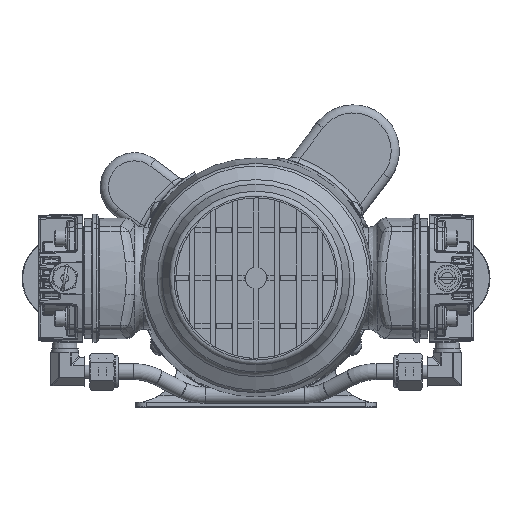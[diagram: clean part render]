
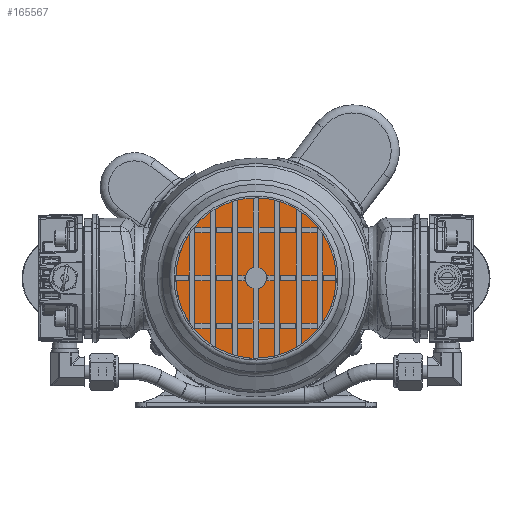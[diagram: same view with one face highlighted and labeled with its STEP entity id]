
A CAD part, top view. The second image highlights one B-rep face of the part: STEP entity #165567.
In plain terms, the highlighted planar face has unit normal (0, 0, 1).
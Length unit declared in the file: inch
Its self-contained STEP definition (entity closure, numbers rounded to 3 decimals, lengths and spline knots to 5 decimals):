
#11915 = VERTEX_POINT ( 'NONE', #28599 ) ;
#28599 = CARTESIAN_POINT ( 'NONE',  ( -5.18984, 2.18746, -7.72 ) ) ;
#40431 = CARTESIAN_POINT ( 'NONE',  ( -7.68984, 2.18746, -7.72 ) ) ;
#52093 = AXIS2_PLACEMENT_3D ( 'NONE', #88864, #145923, #147838 ) ;
#57094 = DIRECTION ( 'NONE',  ( 0., 0., 1. ) ) ;
#76378 = CIRCLE ( 'NONE', #95187, 2.5 ) ;
#87885 = PLANE ( 'NONE',  #52093 ) ;
#88864 = CARTESIAN_POINT ( 'NONE',  ( -7.68984, 2.18746, -7.72 ) ) ;
#95187 = AXIS2_PLACEMENT_3D ( 'NONE', #40431, #57094, #143592 ) ;
#102463 = ORIENTED_EDGE ( 'NONE', *, *, #151608, .T. ) ;
#122097 = EDGE_LOOP ( 'NONE', ( #102463 ) ) ;
#143592 = DIRECTION ( 'NONE',  ( 1., 0., 0. ) ) ;
#145923 = DIRECTION ( 'NONE',  ( 0., 0., 1. ) ) ;
#147838 = DIRECTION ( 'NONE',  ( 1., 0., 0. ) ) ;
#151608 = EDGE_CURVE ( 'NONE', #11915, #11915, #76378, .T. ) ;
#165567 = ADVANCED_FACE ( 'NONE', ( #191073 ), #87885, .T. ) ;
#191073 = FACE_OUTER_BOUND ( 'NONE', #122097, .T. ) ;
